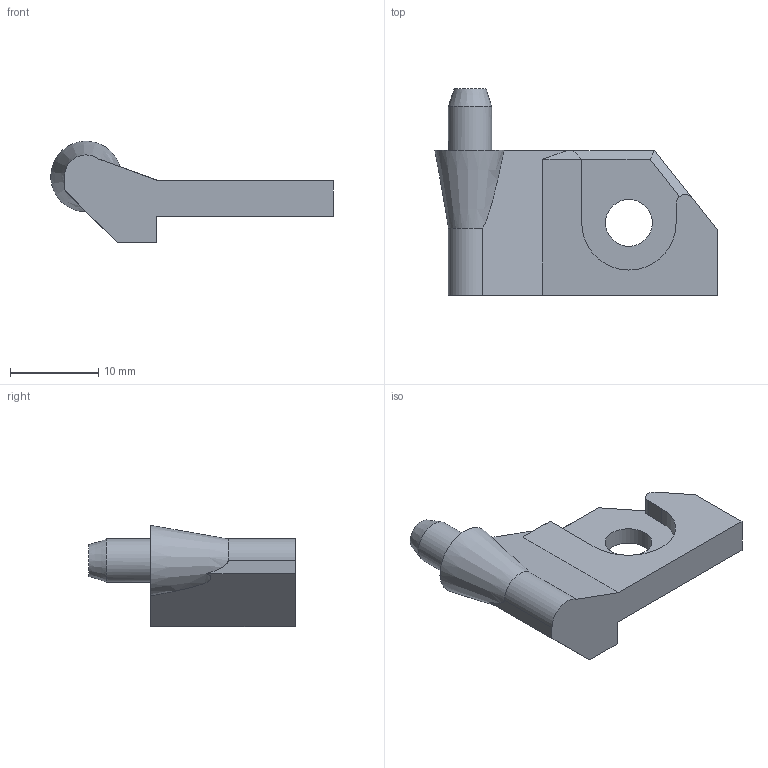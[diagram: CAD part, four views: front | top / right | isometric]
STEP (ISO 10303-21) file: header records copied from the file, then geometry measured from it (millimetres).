
FILE_DESCRIPTION(/* description */ (''),/* implementation_level */ '2;1');
FILE_NAME(/* name */ 'rambo_cover_lower_hinge.stp',/* time_stamp */ '2017-09-21T18:25:21+02:00',/* author */ (''),/* organization */ (''),/* preprocessor_version */ 'ST-DEVELOPER v16.13',/* originating_system */ 'Autodesk Translation Framework v6.1.1.50',/* authorisation */ '');
FILE_SCHEMA (('AUTOMOTIVE_DESIGN { 1 0 10303 214 3 1 1 }'));
Length unit declared in the file: millimetre
Products named in the file (1): rambo_cover_lower_hinge
Bounding box: 32 x 23.4 x 11.49 mm (x, y, z)
Volume: 2268.7 mm3; surface area: 1579.1 mm2
Topology: 1 solids, 1 shells, 26 faces, 66 edges, 43 vertices
Faces by surface type: plane 19, cylinder 5, cone 2
Full cylindrical faces by diameter (mm): 4.9 x1, 5.3 x1
Entity records: 785 total; most frequent: CARTESIAN_POINT 137, DIRECTION 126, ORIENTED_EDGE 124, EDGE_CURVE 62, LINE 46, VECTOR 46, VERTEX_POINT 42, AXIS2_PLACEMENT_3D 40
